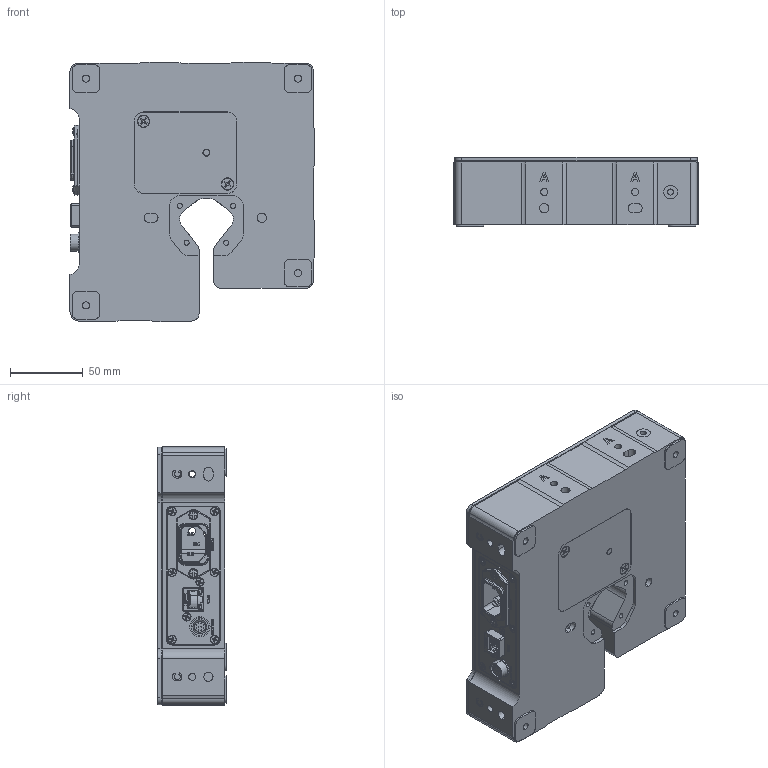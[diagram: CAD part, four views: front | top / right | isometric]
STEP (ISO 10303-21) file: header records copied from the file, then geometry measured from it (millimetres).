
FILE_DESCRIPTION (( 'STEP AP203' ), '1' );
FILE_NAME ('00203-01 TLAser203 Dual Axis Micrometer.STEP', '2015-05-01T12:08:48', ( 'Mark' ), ( '' ), 'SwSTEP 2.0', 'SolidWorks 2015', '' );
FILE_SCHEMA (( 'CONFIG_CONTROL_DESIGN' ));
Products named in the file (1): 00203-01 TLAser203 Dual Axis Micrometer
Bounding box: 168.28 x 47.35 x 178.44 mm (x, y, z)
Surface area: 162396.6 mm2 (no closed solid volume)
Topology: 0 solids, 81 shells, 1423 faces, 5409 edges, 3983 vertices
Faces by surface type: plane 840, cylinder 245, cone 208, bspline 98, torus 24, sphere 8
Entity records: 64451 total; most frequent: CARTESIAN_POINT 20969, ORIENTED_EDGE 8499, DIRECTION 8223, EDGE_CURVE 5369, VERTEX_POINT 3983, VECTOR 3209, LINE 3209, AXIS2_PLACEMENT_3D 2507
